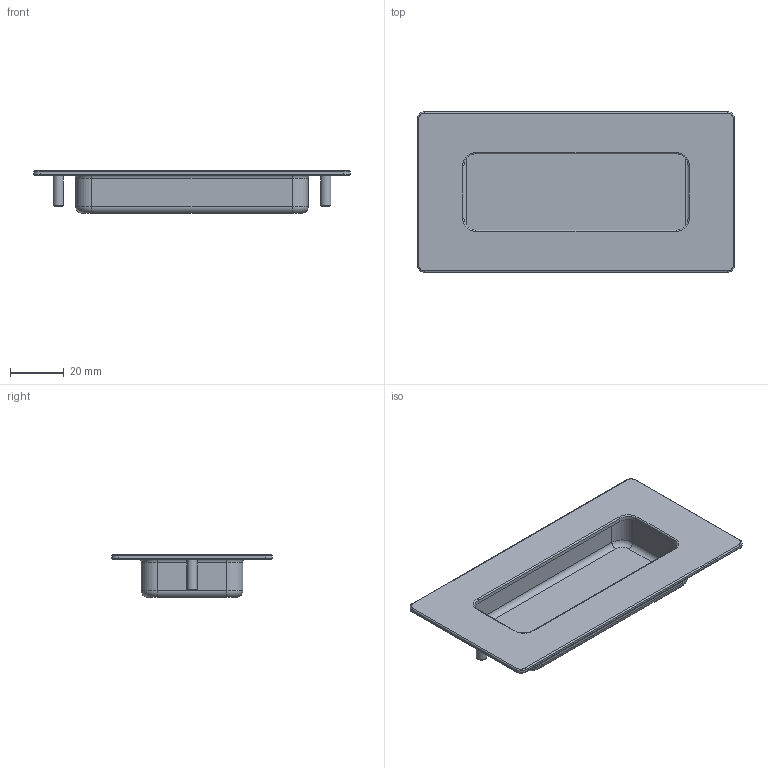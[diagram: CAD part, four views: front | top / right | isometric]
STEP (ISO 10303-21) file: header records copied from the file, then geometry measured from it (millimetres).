
FILE_DESCRIPTION(/* description */ (''),/* implementation_level */ '2;1');
FILE_NAME(/* name */ 'A-MS4.stp',/* time_stamp */ '2024-05-16T13:47:28+09:00',/* author */ ('user'),/* organization */ (''),/* preprocessor_version */ 'ST-DEVELOPER v15.6',/* originating_system */ 'Autodesk Inventor 2015',/* authorisation */ '');
FILE_SCHEMA (('AUTOMOTIVE_DESIGN { 1 0 10303 214 3 1 1 }'));
Length unit declared in the file: millimetre
Products named in the file (1): A-MS4
Bounding box: 118.5 x 60 x 16 mm (x, y, z)
Volume: 9773.6 mm3; surface area: 23323.1 mm2
Topology: 1 solids, 1 shells, 102 faces, 234 edges, 140 vertices
Faces by surface type: cylinder 46, plane 28, torus 26, cone 2
Full cylindrical faces by diameter (mm): 3.85 x2
Entity records: 2832 total; most frequent: DIRECTION 550, CARTESIAN_POINT 463, ORIENTED_EDGE 448, EDGE_CURVE 224, AXIS2_PLACEMENT_3D 223, VERTEX_POINT 136, CIRCLE 120, EDGE_LOOP 114
